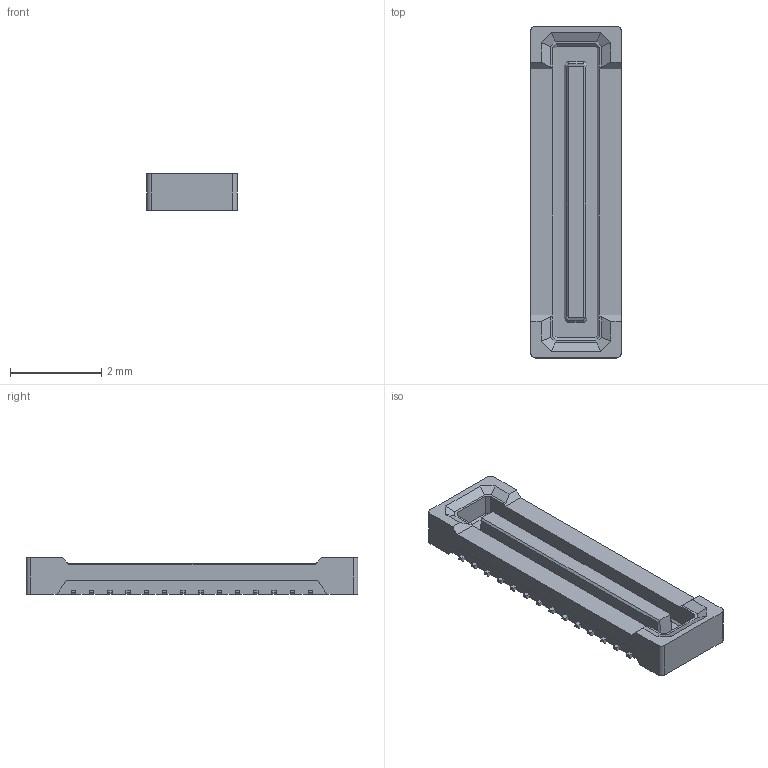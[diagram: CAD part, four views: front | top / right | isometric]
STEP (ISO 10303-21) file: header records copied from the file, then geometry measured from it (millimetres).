
FILE_DESCRIPTION(/* description */ (''),/* implementation_level */ '2;1');
FILE_NAME(/* name */ 'BM14B(0.8)-24DS-0.4V.step',/* time_stamp */ '2019-05-14T08:53:34+02:00',/* author */ (''),/* organization */ (''),/* preprocessor_version */ 'ST-DEVELOPER v18',/* originating_system */ 'Autodesk Translation Framework v8.2.0.1029',/* authorisation */ '');
FILE_SCHEMA (('AUTOMOTIVE_DESIGN { 1 0 10303 214 3 1 1 }'));
Length unit declared in the file: millimetre
Products named in the file (1): BM14B(0.8)-24DS-0.4V
Bounding box: 1.98 x 7.28 x 0.8 mm (x, y, z)
Volume: 7.5 mm3; surface area: 55 mm2
Topology: 1 solids, 1 shells, 213 faces, 610 edges, 400 vertices
Faces by surface type: plane 181, cylinder 32
Entity records: 7035 total; most frequent: CARTESIAN_POINT 1224, ORIENTED_EDGE 1220, DIRECTION 1102, EDGE_CURVE 610, LINE 546, VECTOR 546, VERTEX_POINT 400, AXIS2_PLACEMENT_3D 278
